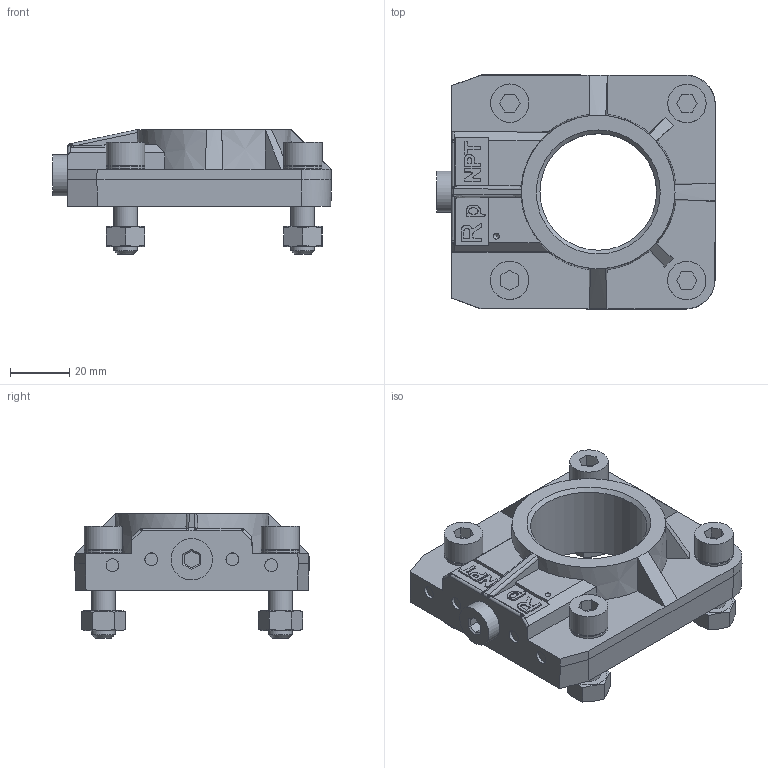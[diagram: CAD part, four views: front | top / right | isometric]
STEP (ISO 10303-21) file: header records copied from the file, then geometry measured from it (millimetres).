
FILE_DESCRIPTION(/* description */ ('Step214-Parts for PM'),/* implementation_level */ '2;1');
FILE_NAME(/* name */ 'AGF10.32.stp',/* time_stamp */ '2016-02-15T14:14:38+01:00',/* author */ ('EMC'),/* organization */ ('Siemens'),/* preprocessor_version */ 'ST-DEVELOPER v15',/* originating_system */ 'SIEMENS PLM Software NX 8.5',/* authorisation */ 'EMC/PM');
FILE_SCHEMA (('AUTOMOTIVE_DESIGN { 1 0 10303 214 3 1 1 1 }'));
Length unit declared in the file: millimetre
Products named in the file (1): Volc120C32B9l1x5
Bounding box: 94.4 x 79.34 x 42.3 mm (x, y, z)
Volume: 105630 mm3; surface area: 27013.2 mm2
Topology: 1 solids, 1 shells, 292 faces, 742 edges, 490 vertices
Faces by surface type: plane 148, bspline 69, cylinder 40, cone 32, extrusion 2, torus 1
Full cylindrical faces by diameter (mm): 2 x1, 8 x8, 13 x8, 14 x1, 39.5 x1
Entity records: 12928 total; most frequent: CARTESIAN_POINT 4758, ORIENTED_EDGE 1308, DIRECTION 1033, EDGE_CURVE 654, VERTEX_POINT 448, AXIS2_PLACEMENT_3D 388, EDGE_LOOP 377, PRESENTATION_STYLE_ASSIGNMENT 304
